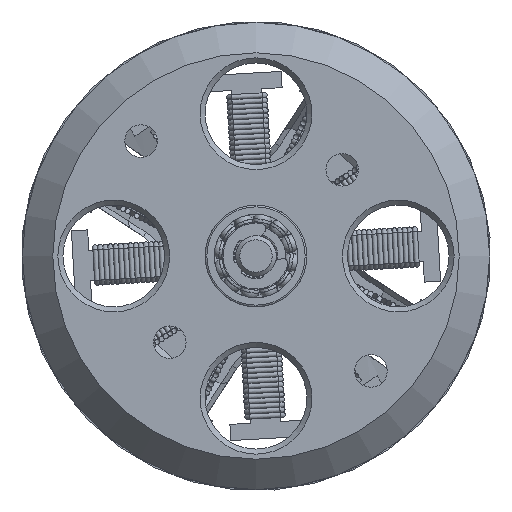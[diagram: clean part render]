
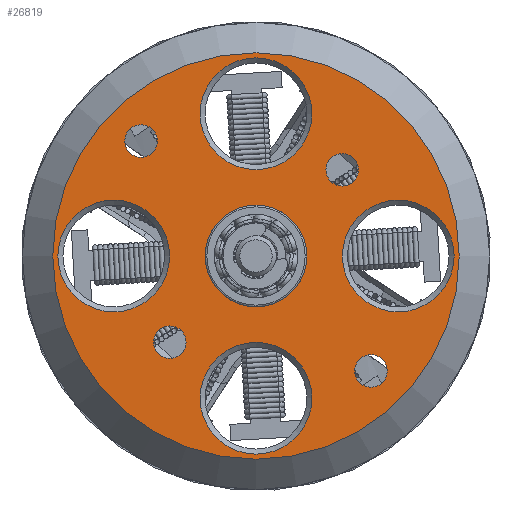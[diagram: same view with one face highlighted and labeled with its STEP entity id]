
A CAD part, front view. The second image highlights one B-rep face of the part: STEP entity #26819.
In plain terms, the highlighted planar face has unit normal (0, -1, 0).
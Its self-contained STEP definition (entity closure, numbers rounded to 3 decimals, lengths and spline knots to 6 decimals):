
#5389=PLANE('',#44143);
#6622=ORIENTED_EDGE('',*,*,#11670,.T.);
#6623=ORIENTED_EDGE('',*,*,#11661,.T.);
#6624=ORIENTED_EDGE('',*,*,#11658,.T.);
#6625=ORIENTED_EDGE('',*,*,#11664,.T.);
#6626=ORIENTED_EDGE('',*,*,#11656,.F.);
#6627=ORIENTED_EDGE('',*,*,#11654,.F.);
#6628=ORIENTED_EDGE('',*,*,#11652,.F.);
#6629=ORIENTED_EDGE('',*,*,#11650,.F.);
#6630=ORIENTED_EDGE('',*,*,#11646,.T.);
#6631=ORIENTED_EDGE('',*,*,#11671,.F.);
#11646=EDGE_CURVE('',#15138,#15138,#17629,.T.);
#11650=EDGE_CURVE('',#15142,#15142,#17633,.T.);
#11652=EDGE_CURVE('',#15144,#15144,#17635,.T.);
#11654=EDGE_CURVE('',#15146,#15146,#17637,.T.);
#11656=EDGE_CURVE('',#15148,#15148,#17639,.T.);
#11658=EDGE_CURVE('',#15150,#15150,#17641,.F.);
#11661=EDGE_CURVE('',#15153,#15153,#17644,.F.);
#11664=EDGE_CURVE('',#15156,#15156,#17647,.F.);
#11670=EDGE_CURVE('',#15162,#15162,#17653,.F.);
#11671=EDGE_CURVE('',#15163,#15163,#17654,.T.);
#15138=VERTEX_POINT('',#58839);
#15142=VERTEX_POINT('',#58849);
#15144=VERTEX_POINT('',#58854);
#15146=VERTEX_POINT('',#58859);
#15148=VERTEX_POINT('',#58864);
#15150=VERTEX_POINT('',#58869);
#15153=VERTEX_POINT('',#58877);
#15156=VERTEX_POINT('',#58885);
#15162=VERTEX_POINT('',#58901);
#15163=VERTEX_POINT('',#58904);
#17629=CIRCLE('',#44104,0.0025);
#17633=CIRCLE('',#44110,0.0008);
#17635=CIRCLE('',#44113,0.0008);
#17637=CIRCLE('',#44116,0.0008);
#17639=CIRCLE('',#44119,0.0008);
#17641=CIRCLE('',#44122,0.00275);
#17644=CIRCLE('',#44127,0.00275);
#17647=CIRCLE('',#44132,0.00275);
#17653=CIRCLE('',#44142,0.00275);
#17654=CIRCLE('',#44144,0.01);
#19351=EDGE_LOOP('',(#6622));
#19352=EDGE_LOOP('',(#6623));
#19353=EDGE_LOOP('',(#6624));
#19354=EDGE_LOOP('',(#6625));
#19355=EDGE_LOOP('',(#6626));
#19356=EDGE_LOOP('',(#6627));
#19357=EDGE_LOOP('',(#6628));
#19358=EDGE_LOOP('',(#6629));
#19359=EDGE_LOOP('',(#6630));
#19360=EDGE_LOOP('',(#6631));
#21933=FACE_BOUND('',#19351,.T.);
#21934=FACE_BOUND('',#19352,.T.);
#21935=FACE_BOUND('',#19353,.T.);
#21936=FACE_BOUND('',#19354,.T.);
#21937=FACE_BOUND('',#19355,.T.);
#21938=FACE_BOUND('',#19356,.T.);
#21939=FACE_BOUND('',#19357,.T.);
#21940=FACE_BOUND('',#19358,.T.);
#21941=FACE_BOUND('',#19359,.T.);
#21942=FACE_BOUND('',#19360,.T.);
#26819=ADVANCED_FACE('',(#21933,#21934,#21935,#21936,#21937,#21938,#21939,
#21940,#21941,#21942),#5389,.T.);
#44104=AXIS2_PLACEMENT_3D('',#58838,#48650,#48651);
#44110=AXIS2_PLACEMENT_3D('',#58848,#48662,#48663);
#44113=AXIS2_PLACEMENT_3D('',#58853,#48668,#48669);
#44116=AXIS2_PLACEMENT_3D('',#58858,#48674,#48675);
#44119=AXIS2_PLACEMENT_3D('',#58863,#48680,#48681);
#44122=AXIS2_PLACEMENT_3D('',#58868,#48686,#48687);
#44127=AXIS2_PLACEMENT_3D('',#58876,#48696,#48697);
#44132=AXIS2_PLACEMENT_3D('',#58884,#48706,#48707);
#44142=AXIS2_PLACEMENT_3D('',#58900,#48726,#48727);
#44143=AXIS2_PLACEMENT_3D('',#58902,#48728,#48729);
#44144=AXIS2_PLACEMENT_3D('',#58903,#48730,#48731);
#48650=DIRECTION('',(0.,1.,0.));
#48651=DIRECTION('',(-1.,0.,0.));
#48662=DIRECTION('',(0.,-1.,0.));
#48663=DIRECTION('',(0.,0.,-1.));
#48668=DIRECTION('',(0.,-1.,0.));
#48669=DIRECTION('',(0.,0.,-1.));
#48674=DIRECTION('',(0.,-1.,0.));
#48675=DIRECTION('',(0.,0.,-1.));
#48680=DIRECTION('',(0.,-1.,0.));
#48681=DIRECTION('',(0.,0.,-1.));
#48686=DIRECTION('',(0.,-1.,0.));
#48687=DIRECTION('',(1.,0.,0.));
#48696=DIRECTION('',(0.,-1.,0.));
#48697=DIRECTION('',(1.,0.,0.));
#48706=DIRECTION('',(0.,-1.,0.));
#48707=DIRECTION('',(1.,0.,0.));
#48726=DIRECTION('',(0.,-1.,0.));
#48727=DIRECTION('',(1.,0.,0.));
#48728=DIRECTION('',(0.,-1.,0.));
#48729=DIRECTION('',(1.,0.,0.));
#48730=DIRECTION('',(0.,1.,0.));
#48731=DIRECTION('',(-1.,0.,0.));
#58838=CARTESIAN_POINT('',(0.,0.,0.));
#58839=CARTESIAN_POINT('',(-0.0025,0.,0.));
#58848=CARTESIAN_POINT('',(0.004243,0.,0.004243));
#58849=CARTESIAN_POINT('',(0.004243,0.,0.003443));
#58853=CARTESIAN_POINT('',(-0.005657,0.,0.005657));
#58854=CARTESIAN_POINT('',(-0.005657,0.,0.004857));
#58858=CARTESIAN_POINT('',(-0.004243,0.,-0.004243));
#58859=CARTESIAN_POINT('',(-0.004243,0.,-0.005043));
#58863=CARTESIAN_POINT('',(0.005657,0.,-0.005657));
#58864=CARTESIAN_POINT('',(0.005657,0.,-0.006457));
#58868=CARTESIAN_POINT('',(0.,0.,-0.007));
#58869=CARTESIAN_POINT('',(0.00275,0.,-0.007));
#58876=CARTESIAN_POINT('',(-0.007,0.,0.));
#58877=CARTESIAN_POINT('',(-0.00425,0.,0.));
#58884=CARTESIAN_POINT('',(0.007,0.,0.));
#58885=CARTESIAN_POINT('',(0.00975,0.,0.));
#58900=CARTESIAN_POINT('',(0.,0.,
0.007));
#58901=CARTESIAN_POINT('',(0.00275,0.,0.007));
#58902=CARTESIAN_POINT('',(0.,0.,0.));
#58903=CARTESIAN_POINT('',(0.,0.,0.));
#58904=CARTESIAN_POINT('',(-0.01,0.,0.));
